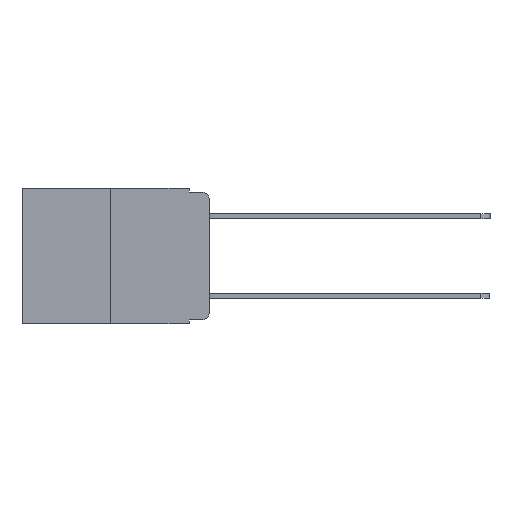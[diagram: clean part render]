
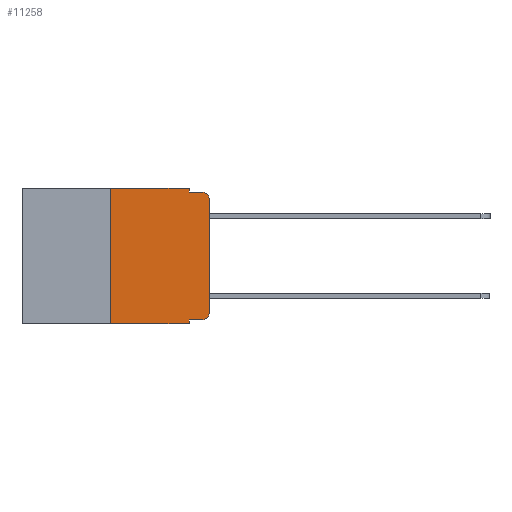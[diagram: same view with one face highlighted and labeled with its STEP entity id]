
A CAD part, left-side view. The second image highlights one B-rep face of the part: STEP entity #11258.
In plain terms, the highlighted planar face has unit normal (-1, 0, 0).
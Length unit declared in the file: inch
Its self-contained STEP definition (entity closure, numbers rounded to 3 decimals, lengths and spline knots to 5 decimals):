
#408 = DIRECTION ( 'NONE',  ( 1., 0., 0. ) ) ;
#467 = EDGE_CURVE ( 'NONE', #22177, #16515, #7992, .T. ) ;
#987 = CARTESIAN_POINT ( 'NONE',  ( 0., 0.473, -0.343 ) ) ;
#1278 = CARTESIAN_POINT ( 'NONE',  ( 0., 0.051, -0.01 ) ) ;
#1311 = DIRECTION ( 'NONE',  ( 0., -1., 0. ) ) ;
#1325 = VERTEX_POINT ( 'NONE', #18043 ) ;
#1750 = ORIENTED_EDGE ( 'NONE', *, *, #15512, .T. ) ;
#1941 = CARTESIAN_POINT ( 'NONE',  ( 0., 0.051, 0. ) ) ;
#2245 = VERTEX_POINT ( 'NONE', #18391 ) ;
#2539 = CARTESIAN_POINT ( 'NONE',  ( 0., 0.051, 0. ) ) ;
#2951 = VECTOR ( 'NONE', #15230, 39.37008 ) ;
#3107 = ORIENTED_EDGE ( 'NONE', *, *, #5038, .T. ) ;
#3226 = CARTESIAN_POINT ( 'NONE',  ( 0., 0.473, 0. ) ) ;
#3489 = EDGE_CURVE ( 'NONE', #2245, #22177, #18427, .T. ) ;
#3507 = LINE ( 'NONE', #9994, #2951 ) ;
#3632 = DIRECTION ( 'NONE',  ( -1., 0., 0. ) ) ;
#3762 = VERTEX_POINT ( 'NONE', #7860 ) ;
#4085 = CIRCLE ( 'NONE', #19192, 0.02 ) ;
#4088 = EDGE_LOOP ( 'NONE', ( #15980, #3107, #7804, #22220, #7284, #13025, #17557, #14668, #19650, #1750 ) ) ;
#4280 = EDGE_CURVE ( 'NONE', #20189, #17354, #10366, .T. ) ;
#4509 = VECTOR ( 'NONE', #22105, 39.37008 ) ;
#5038 = EDGE_CURVE ( 'NONE', #19154, #3762, #13600, .T. ) ;
#5498 = DIRECTION ( 'NONE',  ( 0., 0., -1. ) ) ;
#5675 = VECTOR ( 'NONE', #5821, 39.37008 ) ;
#5821 = DIRECTION ( 'NONE',  ( 0., -1., 0. ) ) ;
#6024 = DIRECTION ( 'NONE',  ( -1., 0., 0. ) ) ;
#7284 = ORIENTED_EDGE ( 'NONE', *, *, #3489, .F. ) ;
#7467 = PLANE ( 'NONE',  #19833 ) ;
#7536 = CARTESIAN_POINT ( 'NONE',  ( 0., 0.051, -0.333 ) ) ;
#7764 = EDGE_CURVE ( 'NONE', #16515, #3762, #19314, .T. ) ;
#7804 = ORIENTED_EDGE ( 'NONE', *, *, #7764, .F. ) ;
#7852 = FACE_OUTER_BOUND ( 'NONE', #4088, .T. ) ;
#7860 = CARTESIAN_POINT ( 'NONE',  ( 0., 0.02, -0.01 ) ) ;
#7938 = DIRECTION ( 'NONE',  ( 0., -1., 0. ) ) ;
#7992 = LINE ( 'NONE', #21609, #17711 ) ;
#9340 = VECTOR ( 'NONE', #18765, 39.37008 ) ;
#9643 = EDGE_CURVE ( 'NONE', #1325, #2245, #3507, .T. ) ;
#9994 = CARTESIAN_POINT ( 'NONE',  ( 0., 0.25, 0. ) ) ;
#10366 = LINE ( 'NONE', #7536, #5675 ) ;
#10494 = CARTESIAN_POINT ( 'NONE',  ( 0., 0.02, -0.333 ) ) ;
#10835 = CARTESIAN_POINT ( 'NONE',  ( 0., 0.051, -0.343 ) ) ;
#11258 = ADVANCED_FACE ( 'NONE', ( #7852 ), #7467, .F. ) ;
#11846 = CARTESIAN_POINT ( 'NONE',  ( 0., 0.051, -0.01 ) ) ;
#11990 = CARTESIAN_POINT ( 'NONE',  ( 0., 0., 0. ) ) ;
#12725 = DIRECTION ( 'NONE',  ( 0., 0., -1. ) ) ;
#12995 = EDGE_CURVE ( 'NONE', #1325, #21339, #13266, .T. ) ;
#13025 = ORIENTED_EDGE ( 'NONE', *, *, #9643, .F. ) ;
#13266 = LINE ( 'NONE', #987, #21694 ) ;
#13600 = CIRCLE ( 'NONE', #15124, 0.02 ) ;
#14146 = CARTESIAN_POINT ( 'NONE',  ( 0., 0.02, -0.313 ) ) ;
#14326 = VECTOR ( 'NONE', #1311, 39.37008 ) ;
#14668 = ORIENTED_EDGE ( 'NONE', *, *, #16813, .F. ) ;
#15124 = AXIS2_PLACEMENT_3D ( 'NONE', #16459, #6024, #18118 ) ;
#15230 = DIRECTION ( 'NONE',  ( 0., 0., 1. ) ) ;
#15512 = EDGE_CURVE ( 'NONE', #17354, #19697, #4085, .T. ) ;
#15878 = DIRECTION ( 'NONE',  ( 0., 0., -1. ) ) ;
#15980 = ORIENTED_EDGE ( 'NONE', *, *, #18243, .T. ) ;
#16134 = CARTESIAN_POINT ( 'NONE',  ( 0., 0.473, 0. ) ) ;
#16459 = CARTESIAN_POINT ( 'NONE',  ( 0., 0.02, -0.03 ) ) ;
#16515 = VERTEX_POINT ( 'NONE', #1278 ) ;
#16813 = EDGE_CURVE ( 'NONE', #20189, #21339, #17374, .T. ) ;
#17354 = VERTEX_POINT ( 'NONE', #10494 ) ;
#17374 = LINE ( 'NONE', #1941, #21279 ) ;
#17557 = ORIENTED_EDGE ( 'NONE', *, *, #12995, .T. ) ;
#17711 = VECTOR ( 'NONE', #18006, 39.37008 ) ;
#18006 = DIRECTION ( 'NONE',  ( 0., 0., -1. ) ) ;
#18043 = CARTESIAN_POINT ( 'NONE',  ( 0., 0.25, -0.343 ) ) ;
#18118 = DIRECTION ( 'NONE',  ( 0., 0., -1. ) ) ;
#18243 = EDGE_CURVE ( 'NONE', #19697, #19154, #18369, .T. ) ;
#18369 = LINE ( 'NONE', #11990, #4509 ) ;
#18391 = CARTESIAN_POINT ( 'NONE',  ( 0., 0.25, 0. ) ) ;
#18427 = LINE ( 'NONE', #3226, #9340 ) ;
#18765 = DIRECTION ( 'NONE',  ( 0., -1., 0. ) ) ;
#19154 = VERTEX_POINT ( 'NONE', #19468 ) ;
#19192 = AXIS2_PLACEMENT_3D ( 'NONE', #14146, #3632, #15878 ) ;
#19290 = CARTESIAN_POINT ( 'NONE',  ( 0., 0., -0.313 ) ) ;
#19314 = LINE ( 'NONE', #11846, #14326 ) ;
#19468 = CARTESIAN_POINT ( 'NONE',  ( 0., 0., -0.03 ) ) ;
#19650 = ORIENTED_EDGE ( 'NONE', *, *, #4280, .T. ) ;
#19697 = VERTEX_POINT ( 'NONE', #19290 ) ;
#19833 = AXIS2_PLACEMENT_3D ( 'NONE', #16134, #408, #12725 ) ;
#20189 = VERTEX_POINT ( 'NONE', #20657 ) ;
#20657 = CARTESIAN_POINT ( 'NONE',  ( 0., 0.051, -0.333 ) ) ;
#21279 = VECTOR ( 'NONE', #5498, 39.37008 ) ;
#21339 = VERTEX_POINT ( 'NONE', #10835 ) ;
#21609 = CARTESIAN_POINT ( 'NONE',  ( 0., 0.051, 0. ) ) ;
#21694 = VECTOR ( 'NONE', #7938, 39.37008 ) ;
#22105 = DIRECTION ( 'NONE',  ( 0., 0., 1. ) ) ;
#22177 = VERTEX_POINT ( 'NONE', #2539 ) ;
#22220 = ORIENTED_EDGE ( 'NONE', *, *, #467, .F. ) ;
